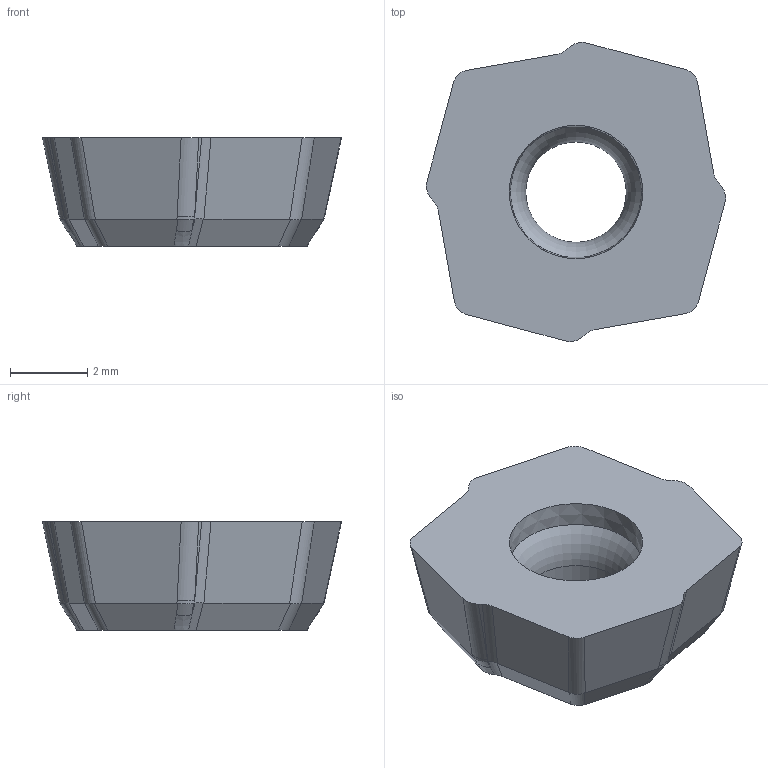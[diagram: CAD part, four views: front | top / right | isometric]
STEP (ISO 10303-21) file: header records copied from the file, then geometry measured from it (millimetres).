
FILE_DESCRIPTION(/* description */ (''),/* implementation_level */ '2;1');
FILE_NAME(/* name */ 'TCF070304CCV34_GTM.stp',/* time_stamp */ '2017-07-12T18:30:06+05:00',/* author */ (''),/* organization */ (''),/* preprocessor_version */ 'ST-DEVELOPER v15',/* originating_system */ 'SIEMENS PLM Software NX 9.0',/* authorisation */ '');
FILE_SCHEMA (('AUTOMOTIVE_DESIGN { 1 0 10303 214 3 1 1 1 }'));
Length unit declared in the file: millimetre
Products named in the file (1): TCF070304CCV34_GTM
Bounding box: 7.74 x 7.74 x 2.8 mm (x, y, z)
Volume: 92.5 mm3; surface area: 155.8 mm2
Topology: 1 solids, 1 shells, 61 faces, 208 edges, 181 vertices
Faces by surface type: plane 26, cylinder 25, bspline 8, cone 1, torus 1
Full cylindrical faces by diameter (mm): 2.6 x1
Entity records: 2542 total; most frequent: CARTESIAN_POINT 744, ORIENTED_EDGE 344, DIRECTION 320, EDGE_CURVE 172, VERTEX_POINT 116, AXIS2_PLACEMENT_3D 116, LINE 88, VECTOR 88
